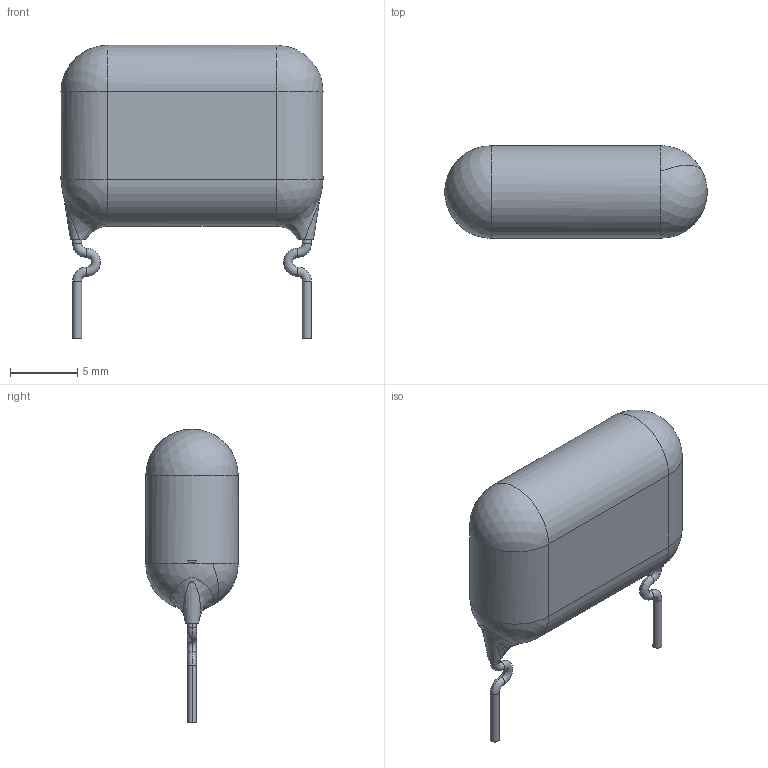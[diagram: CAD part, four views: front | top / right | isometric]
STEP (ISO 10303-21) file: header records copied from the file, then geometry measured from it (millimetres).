
FILE_DESCRIPTION((''),'2;1');
FILE_NAME('CAPRR1714-689X1956X1829.stp','2014-11-17T15:35:52',(''),(''),'Mechanical Desktop 2011','Mechanical Desktop 2011',', , ');
FILE_SCHEMA(('AUTOMOTIVE_DESIGN { 1 2 10303 214 1 1 1 1 }'));
Length unit declared in the file: millimetre
Products named in the file (1): Product
Bounding box: 19.62 x 6.89 x 21.89 mm (x, y, z)
Volume: 1481 mm3; surface area: 785.7 mm2
Topology: 3 solids, 3 shells, 46 faces, 96 edges, 54 vertices
Faces by surface type: bspline 20, cylinder 8, sphere 6, torus 6, plane 4, cone 2
Entity records: 2694 total; most frequent: CARTESIAN_POINT 1735, DIRECTION 194, ORIENTED_EDGE 184, EDGE_CURVE 92, AXIS2_PLACEMENT_3D 89, CIRCLE 62, VERTEX_POINT 54, EDGE_LOOP 48
